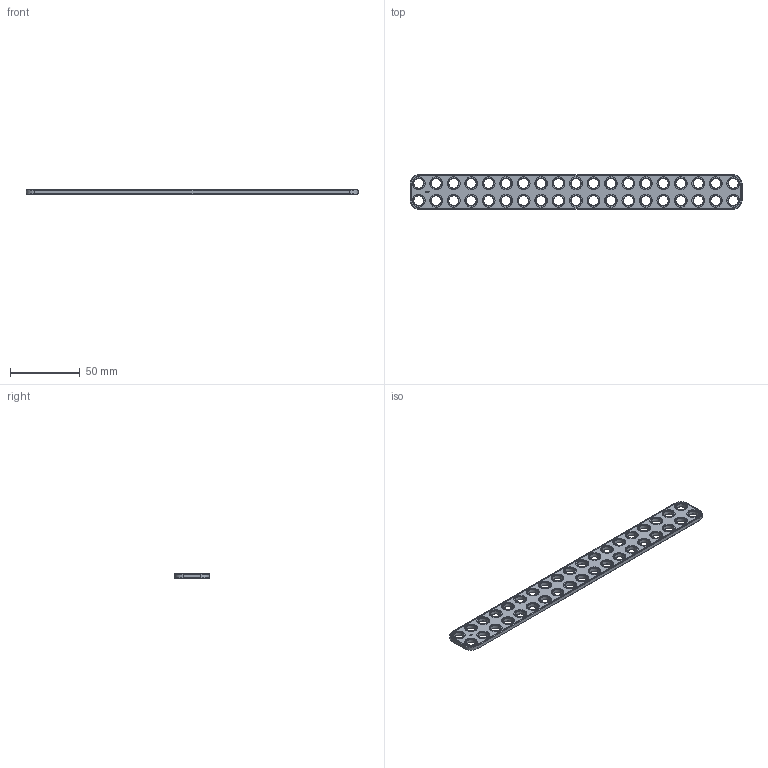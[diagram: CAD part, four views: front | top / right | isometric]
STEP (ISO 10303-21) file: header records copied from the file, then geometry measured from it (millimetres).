
FILE_DESCRIPTION(('FreeCAD Model'),'2;1');
FILE_NAME('Open CASCADE Shape Model','2024-10-09T00:10:17',(''),(''), 'Open CASCADE STEP processor 7.7','FreeCAD','Unknown');
FILE_SCHEMA(('AUTOMOTIVE_DESIGN { 1 0 10303 214 1 1 1 1 }'));
Length unit declared in the file: millimetre
Products named in the file (1): Plate RCT CRNR BU19x02x00.25 - SPN-PLT-0221 (stemfie.org)
Bounding box: 237.5 x 25 x 3.12 mm (x, y, z)
Volume: 13162.6 mm3; surface area: 12958.3 mm2
Topology: 1 solids, 1 shells, 661 faces, 1678 edges, 1088 vertices
Faces by surface type: plane 367, extrusion 126, cylinder 84, cone 84
Full cylindrical faces by diameter (mm): 7 x38, 9.2 x38
Entity records: 20304 total; most frequent: CARTESIAN_POINT 4454, ORIENTED_EDGE 3356, DIRECTION 2876, EDGE_CURVE 1678, VECTOR 1300, LINE 1174, VERTEX_POINT 1088, FACE_BOUND 806
